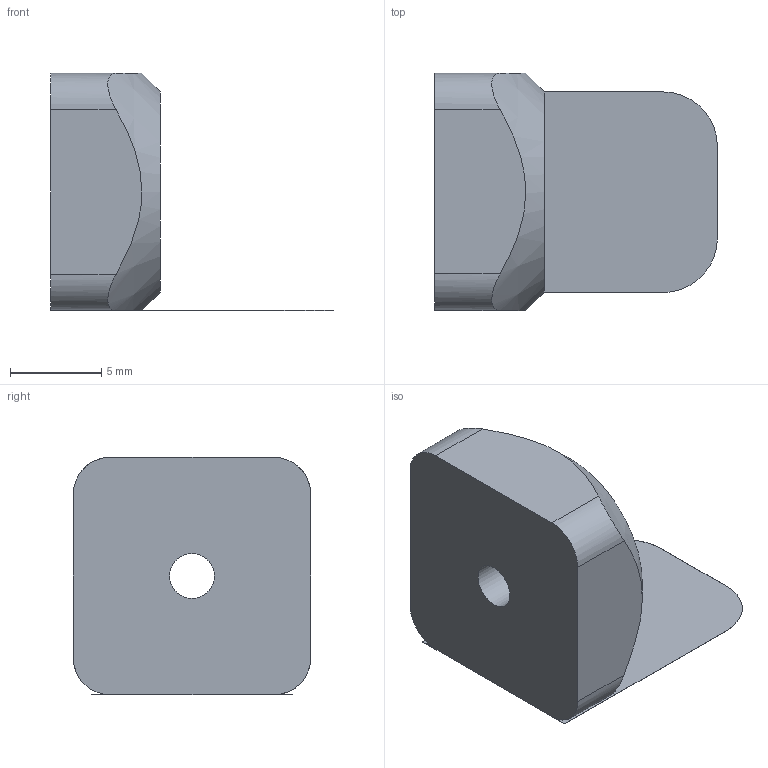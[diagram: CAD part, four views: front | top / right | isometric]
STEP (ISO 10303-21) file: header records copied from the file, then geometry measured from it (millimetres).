
FILE_DESCRIPTION(/* description */ (''),/* implementation_level */ '2;1');
FILE_NAME(/* name */ '210302.stp',/* time_stamp */ '2023-01-20T07:24:59+01:00',/* author */ ('aluteckkpl_am'),/* organization */ (''),/* preprocessor_version */ 'ST-DEVELOPER v18.1',/* originating_system */ 'Autodesk Inventor 2021',/* authorisation */ '');
FILE_SCHEMA (('CONFIG_CONTROL_DESIGN'));
Length unit declared in the file: millimetre
Products named in the file (1): 210302-ZP
Bounding box: 15.5 x 13 x 13 mm (x, y, z)
Volume: 891.4 mm3; surface area: 850.4 mm2
Topology: 1 solids, 1 shells, 18 faces, 50 edges, 34 vertices
Faces by surface type: plane 10, cylinder 7, cone 1
Full cylindrical faces by diameter (mm): 2.459 x1
Entity records: 676 total; most frequent: CARTESIAN_POINT 165, ORIENTED_EDGE 100, DIRECTION 92, EDGE_CURVE 50, VERTEX_POINT 34, AXIS2_PLACEMENT_3D 32, LINE 28, VECTOR 28
